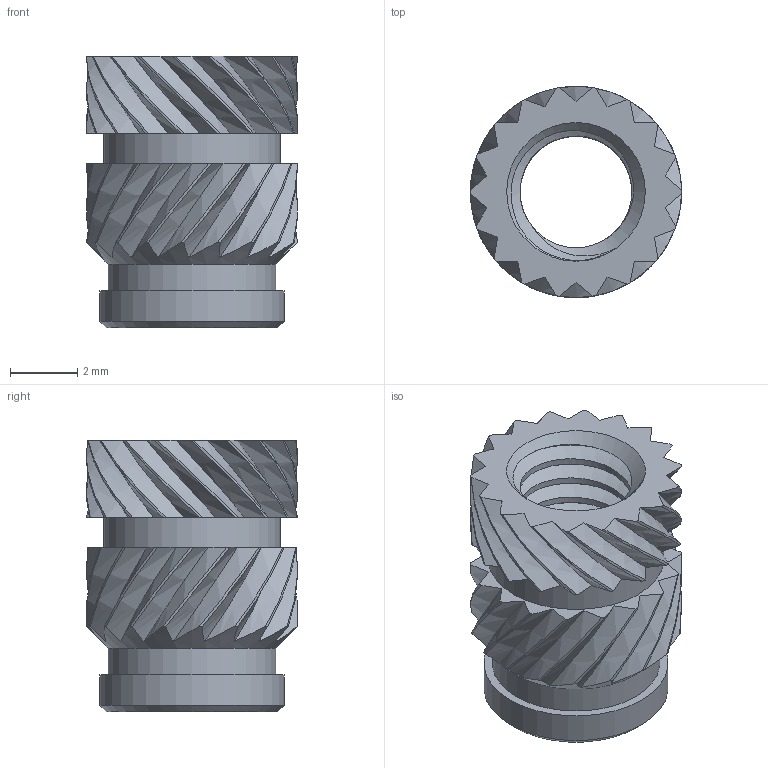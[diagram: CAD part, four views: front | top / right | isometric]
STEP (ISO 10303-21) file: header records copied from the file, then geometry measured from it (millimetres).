
FILE_DESCRIPTION(/* description */ (''),/* implementation_level */ '2;1');
FILE_NAME(/* name */ 'M4_Standard.step',/* time_stamp */ '2021-08-31T16:31:31+02:00',/* author */ (''),/* organization */ (''),/* preprocessor_version */ 'ST-DEVELOPER v18.1',/* originating_system */ 'Autodesk Translation Framework v10.10.0.1391',/* authorisation */ '');
FILE_SCHEMA (('AUTOMOTIVE_DESIGN { 1 0 10303 214 3 1 1 }'));
Length unit declared in the file: millimetre
Products named in the file (1): Insert_M4
Bounding box: 6.3 x 6.3 x 8.1 mm (x, y, z)
Volume: 116.1 mm3; surface area: 391.2 mm2
Topology: 1 solids, 12 shells, 337 faces, 929 edges, 619 vertices
Faces by surface type: bspline 175, plane 94, cylinder 64, cone 4
Full cylindrical faces by diameter (mm): 3.332 x5, 4.109 x2, 5 x1, 5.25 x1, 5.5 x1
Entity records: 14809 total; most frequent: CARTESIAN_POINT 7642, ORIENTED_EDGE 1858, EDGE_CURVE 929, DIRECTION 830, VERTEX_POINT 619, B_SPLINE_CURVE_WITH_KNOTS 511, EDGE_LOOP 344, FACE_OUTER_BOUND 337
